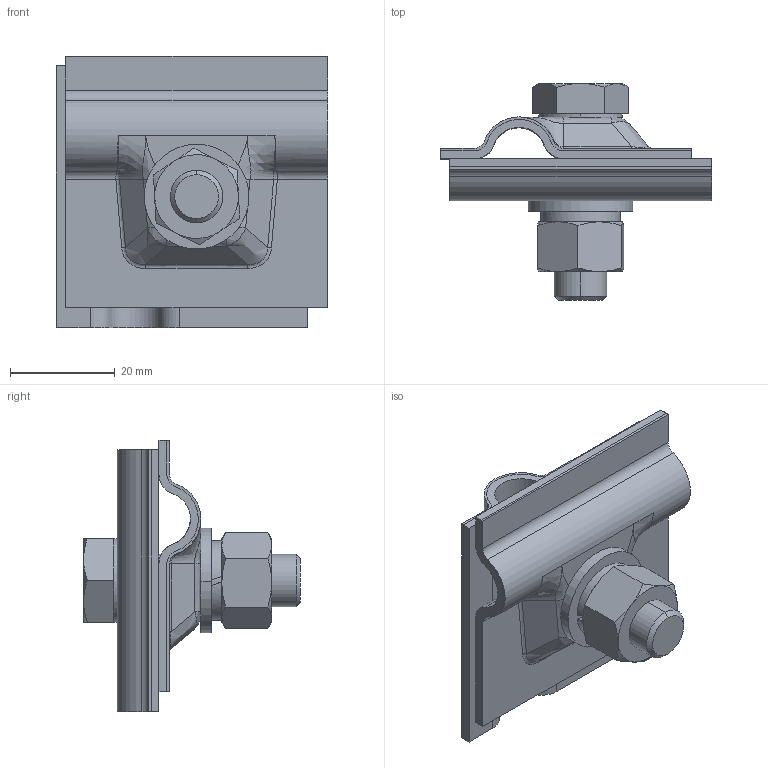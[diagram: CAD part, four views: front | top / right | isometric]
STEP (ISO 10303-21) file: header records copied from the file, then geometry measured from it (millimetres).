
FILE_DESCRIPTION (( 'STEP AP203' ), '1' );
FILE_NAME ('1601 Óíèâåðñàëüíûé ñîåäèíèòåëü, äèàìåòð ïðîâëîêè - 6 - 10 (ìì).STEP', '2024-04-23T11:15:23', ( '' ), ( '' ), 'SwSTEP 2.0', 'SolidWorks 2022', '' );
FILE_SCHEMA (( 'CONFIG_CONTROL_DESIGN' ));
Length unit declared in the file: millimetre
Products named in the file (8): 1601 Универсальный соединитель, диаметр провлоки - 6 - 10 (мм); 1601.001 Прижим_00; 1601.001-02 Прижим_00; ГОСТ 6402-70_Шайба 10Л ГОСТ 6402-70; hex nut gradec_iso_ISO - 4034 - M10 - N; ГОСТ 11371-78_Шайба A.10 ГОСТ 11371-78; hex screw gradeab_iso_ISO 4017 - M10 x 35-N; 1601.001-01 Прижим_00
Assembly tree (10 placements, depth 2):
  1601 Универсальный соединитель, диаметр провлоки - 6 - 10 (мм)
    1601.001 Прижим_00  x2
    hex screw gradeab_iso_ISO 4017 - M10 x 35-N
    hex nut gradec_iso_ISO - 4034 - M10 - N
    1601.001-01 Прижим_00  x2
    1601.001-02 Прижим_00  x2
    ГОСТ 6402-70_Шайба 10Л ГОСТ 6402-70
    ГОСТ 11371-78_Шайба A.10 ГОСТ 11371-78
Bounding box: 51.75 x 41.4 x 51.75 mm (x, y, z)
Volume: 35027.8 mm3; surface area: 37914.2 mm2
Topology: 10 solids, 10 shells, 485 faces, 1310 edges, 780 vertices
Faces by surface type: bspline 276, plane 107, cylinder 76, cone 24, torus 2
Entity records: 23032 total; most frequent: CARTESIAN_POINT 16685, ORIENTED_EDGE 1368, DIRECTION 796, EDGE_CURVE 684, VERTEX_POINT 424, B_SPLINE_CURVE_WITH_KNOTS 360, AXIS2_PLACEMENT_3D 323, EDGE_LOOP 280
